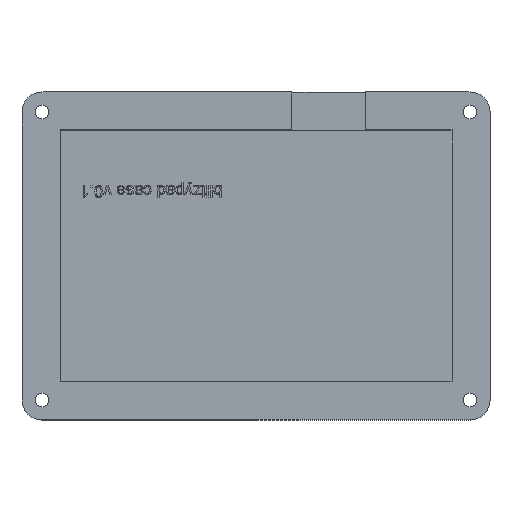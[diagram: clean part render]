
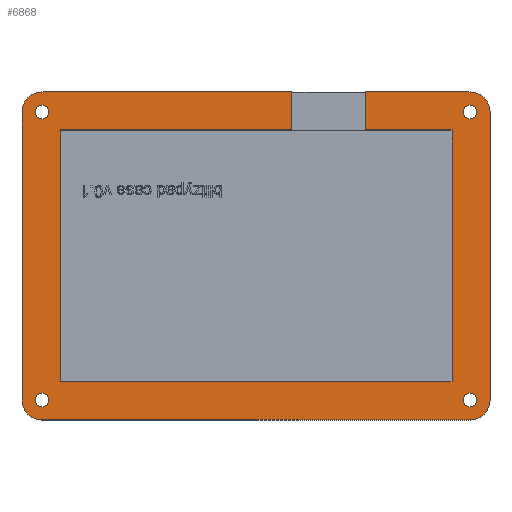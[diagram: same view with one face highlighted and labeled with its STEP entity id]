
A CAD part, top view. The second image highlights one B-rep face of the part: STEP entity #6868.
In plain terms, the highlighted planar face has unit normal (0, 0, 1).
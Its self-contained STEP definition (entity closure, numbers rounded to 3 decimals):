
#19=CIRCLE('',#7025,5.);
#21=CIRCLE('',#7029,5.);
#22=CIRCLE('',#7030,5.);
#23=CIRCLE('',#7031,5.);
#24=CIRCLE('',#7032,1.7);
#25=CIRCLE('',#7033,1.7);
#26=CIRCLE('',#7034,1.7);
#27=CIRCLE('',#7035,1.7);
#80=FACE_BOUND('',#1521,.T.);
#81=FACE_BOUND('',#1522,.T.);
#82=FACE_BOUND('',#1523,.T.);
#83=FACE_BOUND('',#1524,.T.);
#1123=FACE_OUTER_BOUND('',#1520,.T.);
#1520=EDGE_LOOP('',(#6253,#6254,#6255,#6256,#6257,#6258,#6259,#6260,#6261,
#6262,#6263,#6264,#6265,#6266,#6267,#6268));
#1521=EDGE_LOOP('',(#6269));
#1522=EDGE_LOOP('',(#6270));
#1523=EDGE_LOOP('',(#6271));
#1524=EDGE_LOOP('',(#6272));
#2059=LINE('',#14765,#2600);
#2062=LINE('',#14771,#2603);
#2063=LINE('',#14775,#2604);
#2064=LINE('',#14779,#2605);
#2065=LINE('',#14781,#2606);
#2066=LINE('',#14783,#2607);
#2067=LINE('',#14785,#2608);
#2068=LINE('',#14787,#2609);
#2069=LINE('',#14789,#2610);
#2070=LINE('',#14791,#2611);
#2071=LINE('',#14793,#2612);
#2072=LINE('',#14795,#2613);
#2600=VECTOR('',#7816,10.);
#2603=VECTOR('',#7821,10.);
#2604=VECTOR('',#7824,10.);
#2605=VECTOR('',#7827,10.);
#2606=VECTOR('',#7828,10.);
#2607=VECTOR('',#7829,10.);
#2608=VECTOR('',#7830,10.);
#2609=VECTOR('',#7831,10.);
#2610=VECTOR('',#7832,10.);
#2611=VECTOR('',#7833,10.);
#2612=VECTOR('',#7834,10.);
#2613=VECTOR('',#7835,10.);
#3280=VERTEX_POINT('',#14755);
#3281=VERTEX_POINT('',#14756);
#3284=VERTEX_POINT('',#14764);
#3286=VERTEX_POINT('',#14770);
#3287=VERTEX_POINT('',#14772);
#3288=VERTEX_POINT('',#14774);
#3289=VERTEX_POINT('',#14776);
#3290=VERTEX_POINT('',#14778);
#3291=VERTEX_POINT('',#14780);
#3292=VERTEX_POINT('',#14782);
#3293=VERTEX_POINT('',#14784);
#3294=VERTEX_POINT('',#14786);
#3295=VERTEX_POINT('',#14788);
#3296=VERTEX_POINT('',#14790);
#3297=VERTEX_POINT('',#14792);
#3298=VERTEX_POINT('',#14794);
#3299=VERTEX_POINT('',#14797);
#3300=VERTEX_POINT('',#14799);
#3301=VERTEX_POINT('',#14801);
#3302=VERTEX_POINT('',#14803);
#4279=EDGE_CURVE('',#3280,#3281,#19,.T.);
#4283=EDGE_CURVE('',#3284,#3281,#2059,.T.);
#4286=EDGE_CURVE('',#3280,#3286,#2062,.T.);
#4287=EDGE_CURVE('',#3287,#3286,#21,.T.);
#4288=EDGE_CURVE('',#3287,#3288,#2063,.T.);
#4289=EDGE_CURVE('',#3289,#3288,#22,.T.);
#4290=EDGE_CURVE('',#3289,#3290,#2064,.T.);
#4291=EDGE_CURVE('',#3290,#3291,#2065,.T.);
#4292=EDGE_CURVE('',#3291,#3292,#2066,.T.);
#4293=EDGE_CURVE('',#3292,#3293,#2067,.T.);
#4294=EDGE_CURVE('',#3293,#3294,#2068,.T.);
#4295=EDGE_CURVE('',#3294,#3295,#2069,.T.);
#4296=EDGE_CURVE('',#3295,#3296,#2070,.T.);
#4297=EDGE_CURVE('',#3296,#3297,#2071,.T.);
#4298=EDGE_CURVE('',#3297,#3298,#2072,.T.);
#4299=EDGE_CURVE('',#3284,#3298,#23,.T.);
#4300=EDGE_CURVE('',#3299,#3299,#24,.T.);
#4301=EDGE_CURVE('',#3300,#3300,#25,.T.);
#4302=EDGE_CURVE('',#3301,#3301,#26,.T.);
#4303=EDGE_CURVE('',#3302,#3302,#27,.T.);
#6253=ORIENTED_EDGE('',*,*,#4279,.F.);
#6254=ORIENTED_EDGE('',*,*,#4286,.T.);
#6255=ORIENTED_EDGE('',*,*,#4287,.F.);
#6256=ORIENTED_EDGE('',*,*,#4288,.T.);
#6257=ORIENTED_EDGE('',*,*,#4289,.F.);
#6258=ORIENTED_EDGE('',*,*,#4290,.T.);
#6259=ORIENTED_EDGE('',*,*,#4291,.T.);
#6260=ORIENTED_EDGE('',*,*,#4292,.T.);
#6261=ORIENTED_EDGE('',*,*,#4293,.T.);
#6262=ORIENTED_EDGE('',*,*,#4294,.T.);
#6263=ORIENTED_EDGE('',*,*,#4295,.T.);
#6264=ORIENTED_EDGE('',*,*,#4296,.T.);
#6265=ORIENTED_EDGE('',*,*,#4297,.T.);
#6266=ORIENTED_EDGE('',*,*,#4298,.T.);
#6267=ORIENTED_EDGE('',*,*,#4299,.F.);
#6268=ORIENTED_EDGE('',*,*,#4283,.T.);
#6269=ORIENTED_EDGE('',*,*,#4300,.T.);
#6270=ORIENTED_EDGE('',*,*,#4301,.T.);
#6271=ORIENTED_EDGE('',*,*,#4302,.T.);
#6272=ORIENTED_EDGE('',*,*,#4303,.T.);
#6507=PLANE('',#7028);
#6868=ADVANCED_FACE('',(#1123,#80,#81,#82,#83),#6507,.T.);
#7025=AXIS2_PLACEMENT_3D('',#14757,#7808,#7809);
#7028=AXIS2_PLACEMENT_3D('',#14769,#7819,#7820);
#7029=AXIS2_PLACEMENT_3D('',#14773,#7822,#7823);
#7030=AXIS2_PLACEMENT_3D('',#14777,#7825,#7826);
#7031=AXIS2_PLACEMENT_3D('',#14796,#7836,#7837);
#7032=AXIS2_PLACEMENT_3D('',#14798,#7838,#7839);
#7033=AXIS2_PLACEMENT_3D('',#14800,#7840,#7841);
#7034=AXIS2_PLACEMENT_3D('',#14802,#7842,#7843);
#7035=AXIS2_PLACEMENT_3D('',#14804,#7844,#7845);
#7808=DIRECTION('center_axis',(0.,0.,-1.));
#7809=DIRECTION('ref_axis',(-0.707,-0.707,0.));
#7816=DIRECTION('',(0.,-1.,0.));
#7819=DIRECTION('center_axis',(0.,0.,1.));
#7820=DIRECTION('ref_axis',(1.,0.,0.));
#7821=DIRECTION('',(1.,0.,0.));
#7822=DIRECTION('center_axis',(0.,0.,-1.));
#7823=DIRECTION('ref_axis',(0.707,-0.707,0.));
#7824=DIRECTION('',(0.,1.,0.));
#7825=DIRECTION('center_axis',(0.,0.,-1.));
#7826=DIRECTION('ref_axis',(0.707,0.707,0.));
#7827=DIRECTION('',(-1.,0.,0.));
#7828=DIRECTION('',(0.,-1.,0.));
#7829=DIRECTION('',(1.,0.,0.));
#7830=DIRECTION('',(0.,-1.,0.));
#7831=DIRECTION('',(-1.,0.,0.));
#7832=DIRECTION('',(0.,1.,0.));
#7833=DIRECTION('',(1.,0.,0.));
#7834=DIRECTION('',(0.,1.,0.));
#7835=DIRECTION('',(-1.,0.,0.));
#7836=DIRECTION('center_axis',(0.,0.,-1.));
#7837=DIRECTION('ref_axis',(-0.707,0.707,0.));
#7838=DIRECTION('center_axis',(0.,0.,-1.));
#7839=DIRECTION('ref_axis',(1.,0.,0.));
#7840=DIRECTION('center_axis',(0.,0.,-1.));
#7841=DIRECTION('ref_axis',(1.,0.,0.));
#7842=DIRECTION('center_axis',(0.,0.,-1.));
#7843=DIRECTION('ref_axis',(1.,0.,0.));
#7844=DIRECTION('center_axis',(0.,0.,-1.));
#7845=DIRECTION('ref_axis',(1.,0.,0.));
#14755=CARTESIAN_POINT('',(60.274,-43.936,13.));
#14756=CARTESIAN_POINT('',(55.274,-38.936,13.));
#14757=CARTESIAN_POINT('Origin',(60.274,-38.936,13.));
#14764=CARTESIAN_POINT('',(55.274,33.064,13.));
#14765=CARTESIAN_POINT('',(55.274,-43.936,13.));
#14769=CARTESIAN_POINT('Origin',(167.274,33.064,13.));
#14770=CARTESIAN_POINT('',(167.274,-43.936,13.));
#14771=CARTESIAN_POINT('',(172.274,-43.936,13.));
#14772=CARTESIAN_POINT('',(172.274,-38.936,13.));
#14773=CARTESIAN_POINT('Origin',(167.274,-38.936,13.));
#14774=CARTESIAN_POINT('',(172.274,33.064,13.));
#14775=CARTESIAN_POINT('',(172.274,38.064,13.));
#14776=CARTESIAN_POINT('',(167.274,38.064,13.));
#14777=CARTESIAN_POINT('Origin',(167.274,33.064,13.));
#14778=CARTESIAN_POINT('',(141.228,38.064,13.));
#14779=CARTESIAN_POINT('',(55.274,38.064,13.));
#14780=CARTESIAN_POINT('',(141.228,28.564,13.));
#14781=CARTESIAN_POINT('',(141.228,35.564,13.));
#14782=CARTESIAN_POINT('',(162.774,28.564,13.));
#14783=CARTESIAN_POINT('',(64.774,28.564,13.));
#14784=CARTESIAN_POINT('',(162.774,-34.436,13.));
#14785=CARTESIAN_POINT('',(162.774,28.564,13.));
#14786=CARTESIAN_POINT('',(64.774,-34.436,13.));
#14787=CARTESIAN_POINT('',(162.774,-34.436,13.));
#14788=CARTESIAN_POINT('',(64.774,28.564,13.));
#14789=CARTESIAN_POINT('',(64.774,-34.436,13.));
#14790=CARTESIAN_POINT('',(122.728,28.564,13.));
#14791=CARTESIAN_POINT('',(64.774,28.564,13.));
#14792=CARTESIAN_POINT('',(122.728,38.064,13.));
#14793=CARTESIAN_POINT('',(122.728,30.814,13.));
#14794=CARTESIAN_POINT('',(60.274,38.064,13.));
#14795=CARTESIAN_POINT('',(55.274,38.064,13.));
#14796=CARTESIAN_POINT('Origin',(60.274,33.064,13.));
#14797=CARTESIAN_POINT('',(165.574,33.064,13.));
#14798=CARTESIAN_POINT('Origin',(167.274,33.064,13.));
#14799=CARTESIAN_POINT('',(58.574,-38.936,13.));
#14800=CARTESIAN_POINT('Origin',(60.274,-38.936,13.));
#14801=CARTESIAN_POINT('',(165.574,-38.936,13.));
#14802=CARTESIAN_POINT('Origin',(167.274,-38.936,13.));
#14803=CARTESIAN_POINT('',(58.574,33.064,13.));
#14804=CARTESIAN_POINT('Origin',(60.274,33.064,13.));
